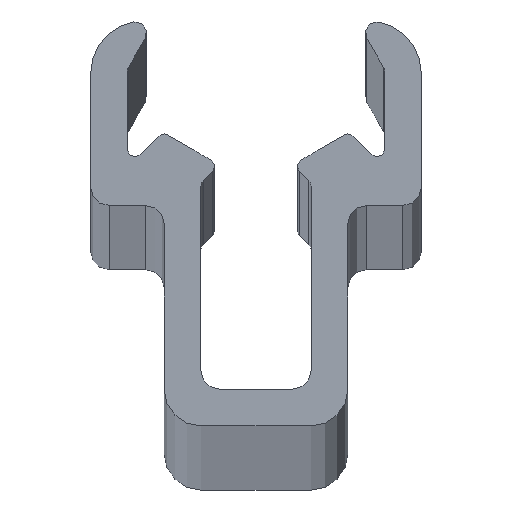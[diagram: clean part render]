
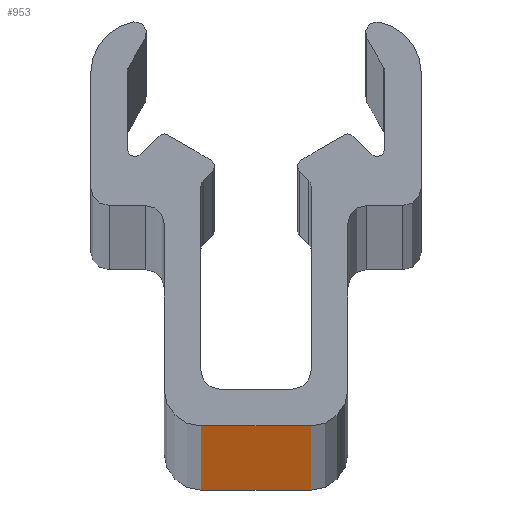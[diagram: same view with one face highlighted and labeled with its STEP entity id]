
A CAD part, top view. The second image highlights one B-rep face of the part: STEP entity #953.
In plain terms, the highlighted planar face has unit normal (0, -1, 0).
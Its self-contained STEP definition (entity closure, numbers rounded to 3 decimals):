
#65=FACE_OUTER_BOUND('',#115,.T.);
#115=EDGE_LOOP('',(#757,#758,#759,#760));
#204=LINE('',#1451,#296);
#248=LINE('',#1590,#340);
#249=LINE('',#1593,#341);
#250=LINE('',#1594,#342);
#296=VECTOR('',#1142,10.);
#340=VECTOR('',#1284,10.);
#341=VECTOR('',#1287,10.);
#342=VECTOR('',#1288,10.);
#401=VERTEX_POINT('',#1448);
#402=VERTEX_POINT('',#1450);
#448=VERTEX_POINT('',#1588);
#449=VERTEX_POINT('',#1592);
#497=EDGE_CURVE('',#401,#402,#204,.T.);
#567=EDGE_CURVE('',#401,#448,#248,.T.);
#568=EDGE_CURVE('',#449,#448,#249,.T.);
#569=EDGE_CURVE('',#402,#449,#250,.T.);
#757=ORIENTED_EDGE('',*,*,#567,.T.);
#758=ORIENTED_EDGE('',*,*,#568,.F.);
#759=ORIENTED_EDGE('',*,*,#569,.F.);
#760=ORIENTED_EDGE('',*,*,#497,.F.);
#916=PLANE('',#1062);
#953=ADVANCED_FACE('',(#65),#916,.T.);
#1062=AXIS2_PLACEMENT_3D('',#1591,#1285,#1286);
#1142=DIRECTION('',(-1.,0.,0.));
#1284=DIRECTION('',(0.,0.,1.));
#1285=DIRECTION('center_axis',(0.,-1.,0.));
#1286=DIRECTION('ref_axis',(1.,0.,0.));
#1287=DIRECTION('',(1.,0.,0.));
#1288=DIRECTION('',(0.,0.,1.));
#1448=CARTESIAN_POINT('',(1.5,0.,-500.));
#1450=CARTESIAN_POINT('',(-1.5,0.,-500.));
#1451=CARTESIAN_POINT('',(-1.5,0.,-500.));
#1588=CARTESIAN_POINT('',(1.5,0.,500.));
#1590=CARTESIAN_POINT('',(1.5,0.,0.));
#1591=CARTESIAN_POINT('Origin',(-1.5,0.,0.));
#1592=CARTESIAN_POINT('',(-1.5,0.,500.));
#1593=CARTESIAN_POINT('',(-1.5,0.,500.));
#1594=CARTESIAN_POINT('',(-1.5,0.,0.));
